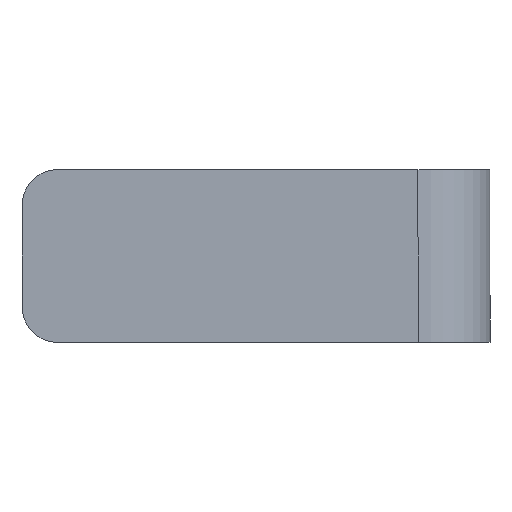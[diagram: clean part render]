
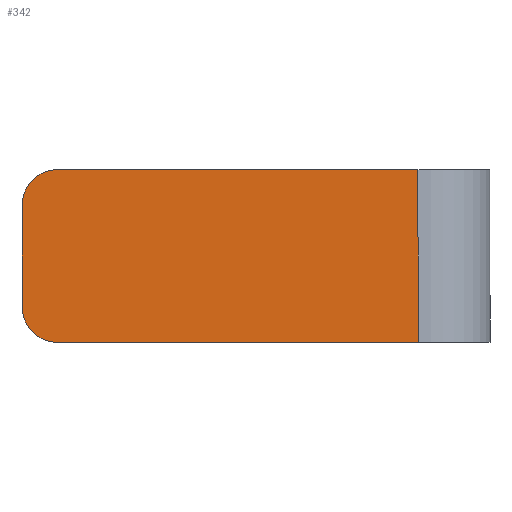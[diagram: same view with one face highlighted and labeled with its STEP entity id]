
A CAD part, left-side view. The second image highlights one B-rep face of the part: STEP entity #342.
In plain terms, the highlighted planar face has unit normal (-1, 0, 0).
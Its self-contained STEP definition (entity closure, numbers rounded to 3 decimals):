
#28=PLANE('',#392);
#48=FACE_OUTER_BOUND('',#70,.T.);
#70=EDGE_LOOP('',(#299,#300,#301,#302,#303,#304));
#93=LINE('',#559,#123);
#99=LINE('',#576,#129);
#101=LINE('',#579,#131);
#102=LINE('',#587,#132);
#123=VECTOR('',#453,10.);
#129=VECTOR('',#469,3.6);
#131=VECTOR('',#473,10.);
#132=VECTOR('',#488,10.);
#143=CIRCLE('',#375,2.5);
#146=CIRCLE('',#381,2.5);
#167=VERTEX_POINT('',#546);
#168=VERTEX_POINT('',#547);
#172=VERTEX_POINT('',#557);
#176=VERTEX_POINT('',#569);
#177=VERTEX_POINT('',#570);
#178=VERTEX_POINT('',#575);
#201=EDGE_CURVE('',#167,#168,#143,.T.);
#207=EDGE_CURVE('',#167,#172,#93,.T.);
#212=EDGE_CURVE('',#176,#177,#146,.T.);
#215=EDGE_CURVE('',#178,#177,#99,.T.);
#217=EDGE_CURVE('',#172,#178,#101,.T.);
#222=EDGE_CURVE('',#176,#168,#102,.T.);
#299=ORIENTED_EDGE('',*,*,#201,.F.);
#300=ORIENTED_EDGE('',*,*,#207,.T.);
#301=ORIENTED_EDGE('',*,*,#217,.T.);
#302=ORIENTED_EDGE('',*,*,#215,.T.);
#303=ORIENTED_EDGE('',*,*,#212,.F.);
#304=ORIENTED_EDGE('',*,*,#222,.T.);
#342=ADVANCED_FACE('',(#48),#28,.T.);
#375=AXIS2_PLACEMENT_3D('',#548,#443,#444);
#381=AXIS2_PLACEMENT_3D('',#571,#463,#464);
#392=AXIS2_PLACEMENT_3D('',#590,#492,#493);
#443=DIRECTION('center_axis',(1.,0.,0.));
#444=DIRECTION('ref_axis',(0.,0.707,-0.707));
#453=DIRECTION('',(0.,-1.,0.));
#463=DIRECTION('center_axis',(1.,0.,0.));
#464=DIRECTION('ref_axis',(0.,0.707,0.707));
#469=DIRECTION('',(0.,1.,0.));
#473=DIRECTION('',(0.,0.,1.));
#488=DIRECTION('',(0.,0.,-1.));
#492=DIRECTION('center_axis',(-1.,0.,0.));
#493=DIRECTION('ref_axis',(0.,0.,-1.));
#546=CARTESIAN_POINT('',(40.,22.81,77.741));
#547=CARTESIAN_POINT('',(40.,25.31,80.241));
#548=CARTESIAN_POINT('Origin',(40.,22.81,80.241));
#557=CARTESIAN_POINT('',(40.,-2.19,77.741));
#559=CARTESIAN_POINT('',(40.,-2.19,77.741));
#569=CARTESIAN_POINT('',(40.,25.31,87.241));
#570=CARTESIAN_POINT('',(40.,22.81,89.741));
#571=CARTESIAN_POINT('Origin',(40.,22.81,87.241));
#575=CARTESIAN_POINT('',(40.,-2.19,89.741));
#576=CARTESIAN_POINT('',(40.,-13.5,89.741));
#579=CARTESIAN_POINT('',(40.,-2.19,83.741));
#587=CARTESIAN_POINT('',(40.,25.31,77.741));
#590=CARTESIAN_POINT('Origin',(40.,8.733,83.741));
